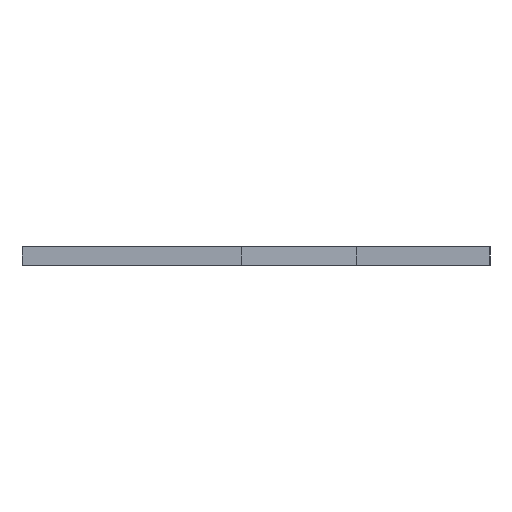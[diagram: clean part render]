
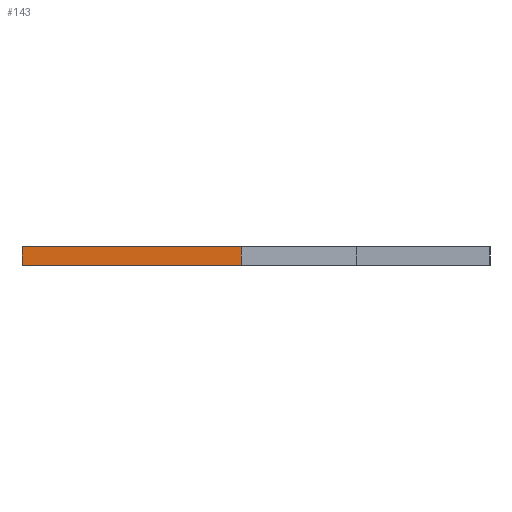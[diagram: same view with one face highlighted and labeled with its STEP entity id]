
A CAD part, left-side view. The second image highlights one B-rep face of the part: STEP entity #143.
In plain terms, the highlighted planar face has unit normal (-1, 0, 0).
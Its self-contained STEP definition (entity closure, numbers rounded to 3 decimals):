
#87 = VERTEX_POINT('',#88);
#88 = CARTESIAN_POINT('',(100.87,-100.743,-1.6));
#94 = EDGE_CURVE('',#95,#87,#97,.T.);
#95 = VERTEX_POINT('',#96);
#96 = CARTESIAN_POINT('',(100.87,-100.743,0.));
#97 = LINE('',#98,#99);
#98 = CARTESIAN_POINT('',(100.87,-100.743,0.));
#99 = VECTOR('',#100,1.);
#100 = DIRECTION('',(0.,0.,-1.));
#143 = ADVANCED_FACE('',(#144),#169,.F.);
#144 = FACE_BOUND('',#145,.F.);
#145 = EDGE_LOOP('',(#146,#147,#155,#163));
#146 = ORIENTED_EDGE('',*,*,#94,.T.);
#147 = ORIENTED_EDGE('',*,*,#148,.T.);
#148 = EDGE_CURVE('',#87,#149,#151,.T.);
#149 = VERTEX_POINT('',#150);
#150 = CARTESIAN_POINT('',(100.87,-81.693,-1.6));
#151 = LINE('',#152,#153);
#152 = CARTESIAN_POINT('',(100.87,-100.743,-1.6));
#153 = VECTOR('',#154,1.);
#154 = DIRECTION('',(0.,1.,0.));
#155 = ORIENTED_EDGE('',*,*,#156,.F.);
#156 = EDGE_CURVE('',#157,#149,#159,.T.);
#157 = VERTEX_POINT('',#158);
#158 = CARTESIAN_POINT('',(100.87,-81.693,0.));
#159 = LINE('',#160,#161);
#160 = CARTESIAN_POINT('',(100.87,-81.693,0.));
#161 = VECTOR('',#162,1.);
#162 = DIRECTION('',(0.,0.,-1.));
#163 = ORIENTED_EDGE('',*,*,#164,.F.);
#164 = EDGE_CURVE('',#95,#157,#165,.T.);
#165 = LINE('',#166,#167);
#166 = CARTESIAN_POINT('',(100.87,-100.743,0.));
#167 = VECTOR('',#168,1.);
#168 = DIRECTION('',(0.,1.,0.));
#169 = PLANE('',#170);
#170 = AXIS2_PLACEMENT_3D('',#171,#172,#173);
#171 = CARTESIAN_POINT('',(100.87,-100.743,0.));
#172 = DIRECTION('',(1.,-0.,0.));
#173 = DIRECTION('',(0.,1.,0.));
